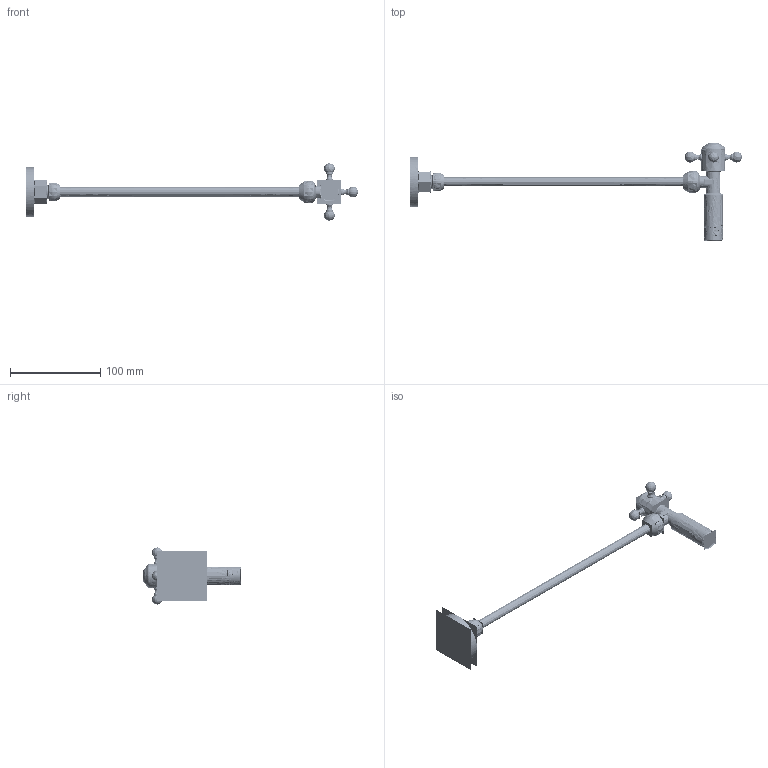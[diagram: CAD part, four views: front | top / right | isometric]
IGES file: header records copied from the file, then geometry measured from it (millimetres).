
Start section:  PTC IGES file: w25-sl2536-00.igs
Global section: file name: w25-sl2536-00.igs; native system: Creo Elements/Pro by Parametric Technology Corporation; preprocessor: 2011080; author: Administrator; organization: Unknown; date: 20140822.091814; units: millimetre
Bounding box: 368.25 x 109.43 x 63.5 mm (x, y, z)
Surface area: 209503.8 mm2 (no closed solid volume)
Topology: 0 solids, 0 shells, 1686 faces, 11548 edges, 11512 vertices
Faces by surface type: bspline 1686
